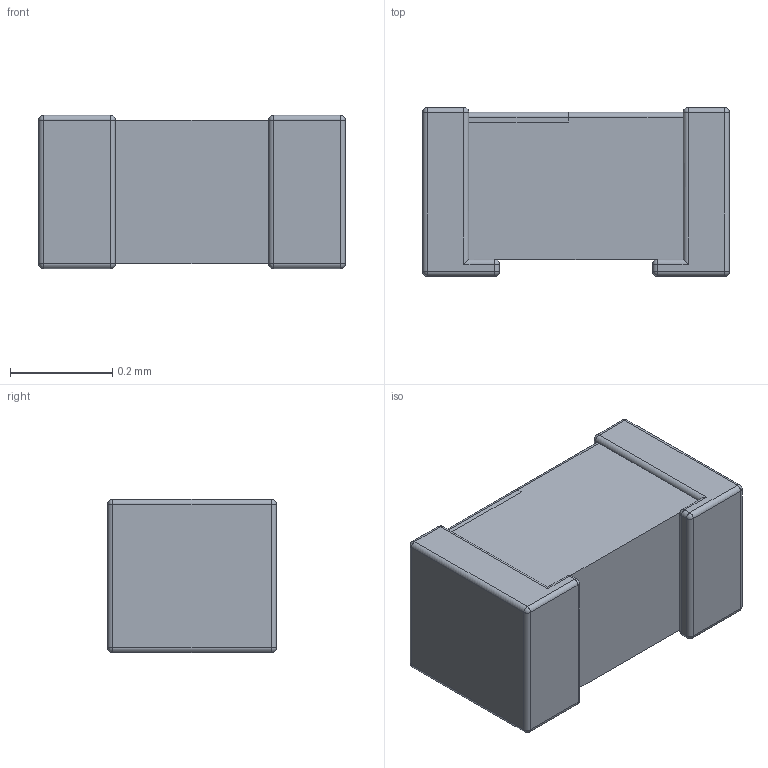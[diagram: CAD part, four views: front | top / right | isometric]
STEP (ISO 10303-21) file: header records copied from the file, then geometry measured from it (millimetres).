
FILE_DESCRIPTION (( 'STEP AP214' ), '1' );
FILE_NAME ('MLG0603P0N6CTD25.STEP', '2023-04-20T11:27:07', ( '' ), ( '' ), 'SwSTEP 2.0', 'SolidWorks 2021', '' );
FILE_SCHEMA (( 'AUTOMOTIVE_DESIGN' ));
Length unit declared in the file: millimetre
Products named in the file (1): MLG0603P0N6CTD25
Bounding box: 0.6 x 0.33 x 0.3 mm (x, y, z)
Volume: 0.1 mm3; surface area: 1.4 mm2
Topology: 4 solids, 4 shells, 88 faces, 196 edges, 96 vertices
Faces by surface type: cylinder 38, plane 30, sphere 20
Entity records: 2277 total; most frequent: DIRECTION 418, CARTESIAN_POINT 373, ORIENTED_EDGE 352, EDGE_CURVE 176, AXIS2_PLACEMENT_3D 157, VECTOR 104, LINE 104, VERTEX_POINT 96
